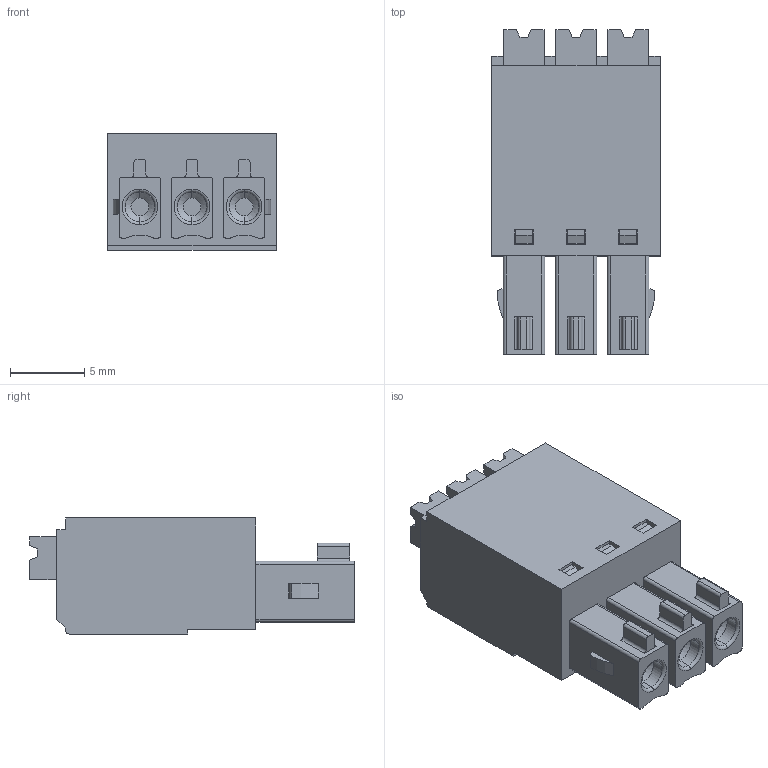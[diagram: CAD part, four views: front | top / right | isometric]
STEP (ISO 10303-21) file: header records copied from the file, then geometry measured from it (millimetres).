
FILE_DESCRIPTION (( 'STEP AP214' ), '1' );
FILE_NAME ('15EDGKN-3.5-03P-14-00AH.STEP', '2021-01-29T23:38:41', ( '' ), ( '' ), 'SwSTEP 2.0', 'SolidWorks 2020', '' );
FILE_SCHEMA (( 'AUTOMOTIVE_DESIGN' ));
Length unit declared in the file: millimetre
Products named in the file (1): 15EDGKN-3.5-03P-14-00AH
Bounding box: 11.3 x 21.8 x 7.8 mm (x, y, z)
Volume: 1161.2 mm3; surface area: 1668.9 mm2
Topology: 1 solids, 4 shells, 645 faces, 1713 edges, 1122 vertices
Faces by surface type: plane 423, bspline 127, cylinder 71, cone 15, torus 9
Entity records: 30192 total; most frequent: CARTESIAN_POINT 10995, ORIENTED_EDGE 3426, DIRECTION 2627, EDGE_CURVE 1713, VECTOR 1239, LINE 1239, VERTEX_POINT 1122, AXIS2_PLACEMENT_3D 694
